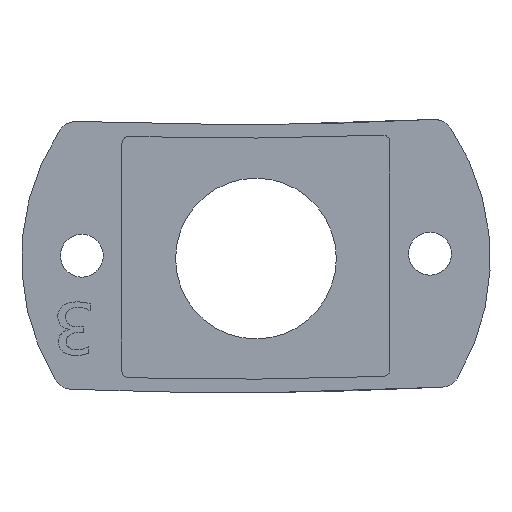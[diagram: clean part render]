
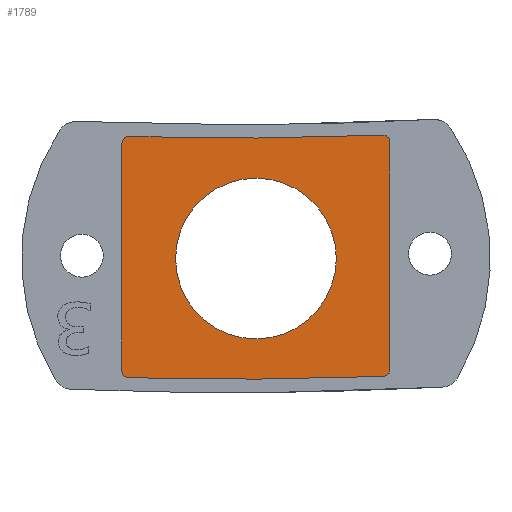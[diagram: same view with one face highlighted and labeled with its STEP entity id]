
A CAD part, front view. The second image highlights one B-rep face of the part: STEP entity #1789.
In plain terms, the highlighted planar face has unit normal (0, -1, 0).
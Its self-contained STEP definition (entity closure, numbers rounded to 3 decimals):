
#3 = DIRECTION ( 'NONE',  ( 0., 0., -1. ) ) ;
#55 = EDGE_CURVE ( 'NONE', #758, #761, #1126, .T. ) ;
#85 = AXIS2_PLACEMENT_3D ( 'NONE', #2388, #1681, #408 ) ;
#121 = CARTESIAN_POINT ( 'NONE',  ( -10., 0.5, 8.604 ) ) ;
#212 = CARTESIAN_POINT ( 'NONE',  ( 9.5, 0.5, -8.3 ) ) ;
#213 = VERTEX_POINT ( 'NONE', #1570 ) ;
#245 = CARTESIAN_POINT ( 'NONE',  ( 9.48, 0.5, 9.212 ) ) ;
#347 = VERTEX_POINT ( 'NONE', #2364 ) ;
#365 = FACE_BOUND ( 'NONE', #1148, .T. ) ;
#408 = DIRECTION ( 'NONE',  ( 0., 0., -1. ) ) ;
#411 = VECTOR ( 'NONE', #2511, 1000. ) ;
#452 = ORIENTED_EDGE ( 'NONE', *, *, #2619, .F. ) ;
#455 = EDGE_CURVE ( 'NONE', #1980, #213, #1075, .T. ) ;
#456 = EDGE_CURVE ( 'NONE', #2076, #837, #1825, .T. ) ;
#503 = LINE ( 'NONE', #1831, #1627 ) ;
#513 = AXIS2_PLACEMENT_3D ( 'NONE', #2420, #1942, #3 ) ;
#638 = ORIENTED_EDGE ( 'NONE', *, *, #2147, .T. ) ;
#682 = EDGE_CURVE ( 'NONE', #2781, #2076, #760, .T. ) ;
#684 = EDGE_LOOP ( 'NONE', ( #452, #2431, #2447, #2324, #1732, #2825, #909, #1271 ) ) ;
#739 = DIRECTION ( 'NONE',  ( 0., 0., -1. ) ) ;
#758 = VERTEX_POINT ( 'NONE', #2789 ) ;
#760 = B_SPLINE_CURVE_WITH_KNOTS ( 'NONE', 3,
 ( #2145, #795, #1870, #1215 ),
 .UNSPECIFIED., .F., .F.,
 ( 4, 4 ),
 ( 0.024, 0.976 ),
 .UNSPECIFIED. ) ;
#761 = VERTEX_POINT ( 'NONE', #121 ) ;
#790 = AXIS2_PLACEMENT_3D ( 'NONE', #2043, #2483, #1603 ) ;
#795 = CARTESIAN_POINT ( 'NONE',  ( -3.1, 0.5, -9.066 ) ) ;
#837 = VERTEX_POINT ( 'NONE', #2176 ) ;
#857 = CARTESIAN_POINT ( 'NONE',  ( 0., 0.5, 0. ) ) ;
#907 = CARTESIAN_POINT ( 'NONE',  ( 9.48, 0.5, 9.212 ) ) ;
#909 = ORIENTED_EDGE ( 'NONE', *, *, #2128, .T. ) ;
#916 = CARTESIAN_POINT ( 'NONE',  ( -10., 0.5, 0. ) ) ;
#971 = EDGE_CURVE ( 'NONE', #1802, #2219, #2532, .T. ) ;
#1023 = CIRCLE ( 'NONE', #513, 0.5 ) ;
#1066 = FACE_OUTER_BOUND ( 'NONE', #684, .T. ) ;
#1075 = CIRCLE ( 'NONE', #2623, 6. ) ;
#1104 = CARTESIAN_POINT ( 'NONE',  ( -9.486, 0.5, 9.104 ) ) ;
#1105 = DIRECTION ( 'NONE',  ( 0., -1., 0. ) ) ;
#1126 = CIRCLE ( 'NONE', #790, 0.5 ) ;
#1148 = EDGE_LOOP ( 'NONE', ( #638, #2697 ) ) ;
#1215 = CARTESIAN_POINT ( 'NONE',  ( 9.519, 0.5, -8.8 ) ) ;
#1259 = EDGE_CURVE ( 'NONE', #837, #1802, #503, .T. ) ;
#1271 = ORIENTED_EDGE ( 'NONE', *, *, #55, .T. ) ;
#1311 = CARTESIAN_POINT ( 'NONE',  ( 10., 0.5, 8.712 ) ) ;
#1352 = AXIS2_PLACEMENT_3D ( 'NONE', #857, #2426, #2000 ) ;
#1389 = DIRECTION ( 'NONE',  ( 0., 0., 1. ) ) ;
#1400 = CARTESIAN_POINT ( 'NONE',  ( 0., 0.5, 6. ) ) ;
#1447 = AXIS2_PLACEMENT_3D ( 'NONE', #212, #1105, #2002 ) ;
#1490 = CARTESIAN_POINT ( 'NONE',  ( 9.519, 0.5, -8.8 ) ) ;
#1507 = EDGE_CURVE ( 'NONE', #347, #2781, #1023, .T. ) ;
#1508 = CARTESIAN_POINT ( 'NONE',  ( 0., 0.5, 0. ) ) ;
#1550 = DIRECTION ( 'NONE',  ( 0., 1., 0. ) ) ;
#1570 = CARTESIAN_POINT ( 'NONE',  ( 0., 0.5, -6. ) ) ;
#1603 = DIRECTION ( 'NONE',  ( 0., 0., -1. ) ) ;
#1617 = LINE ( 'NONE', #916, #411 ) ;
#1627 = VECTOR ( 'NONE', #1389, 1000. ) ;
#1670 = DIRECTION ( 'NONE',  ( 0., -1., 0. ) ) ;
#1681 = DIRECTION ( 'NONE',  ( 0., -1., 0. ) ) ;
#1732 = ORIENTED_EDGE ( 'NONE', *, *, #1259, .T. ) ;
#1751 = CARTESIAN_POINT ( 'NONE',  ( -3.087, 0.5, 8.93 ) ) ;
#1789 = ADVANCED_FACE ( 'NONE', ( #365, #1066 ), #2839, .T. ) ;
#1802 = VERTEX_POINT ( 'NONE', #1311 ) ;
#1825 = CIRCLE ( 'NONE', #1447, 0.5 ) ;
#1831 = CARTESIAN_POINT ( 'NONE',  ( 10., 0.5, 0. ) ) ;
#1870 = CARTESIAN_POINT ( 'NONE',  ( 3.243, 0.5, -9.032 ) ) ;
#1942 = DIRECTION ( 'NONE',  ( 0., -1., 0. ) ) ;
#1980 = VERTEX_POINT ( 'NONE', #1400 ) ;
#2000 = DIRECTION ( 'NONE',  ( 0., 0., -1. ) ) ;
#2002 = DIRECTION ( 'NONE',  ( 0., 0., -1. ) ) ;
#2043 = CARTESIAN_POINT ( 'NONE',  ( -9.5, 0.5, 8.604 ) ) ;
#2066 = AXIS2_PLACEMENT_3D ( 'NONE', #2305, #1670, #739 ) ;
#2076 = VERTEX_POINT ( 'NONE', #1490 ) ;
#2128 = EDGE_CURVE ( 'NONE', #2219, #758, #2374, .T. ) ;
#2145 = CARTESIAN_POINT ( 'NONE',  ( -9.513, 0.5, -8.902 ) ) ;
#2147 = EDGE_CURVE ( 'NONE', #213, #1980, #2607, .T. ) ;
#2176 = CARTESIAN_POINT ( 'NONE',  ( 10., 0.5, -8.3 ) ) ;
#2219 = VERTEX_POINT ( 'NONE', #907 ) ;
#2305 = CARTESIAN_POINT ( 'NONE',  ( 9.5, 0.5, 8.712 ) ) ;
#2324 = ORIENTED_EDGE ( 'NONE', *, *, #456, .T. ) ;
#2364 = CARTESIAN_POINT ( 'NONE',  ( -10., 0.5, -8.402 ) ) ;
#2373 = CARTESIAN_POINT ( 'NONE',  ( -9.513, 0.5, -8.902 ) ) ;
#2374 = B_SPLINE_CURVE_WITH_KNOTS ( 'NONE', 3,
 ( #245, #2458, #1751, #1104 ),
 .UNSPECIFIED., .F., .F.,
 ( 4, 4 ),
 ( 0.026, 0.975 ),
 .UNSPECIFIED. ) ;
#2388 = CARTESIAN_POINT ( 'NONE',  ( 0., 0.5, 0. ) ) ;
#2420 = CARTESIAN_POINT ( 'NONE',  ( -9.5, 0.5, -8.402 ) ) ;
#2426 = DIRECTION ( 'NONE',  ( 0., 1., 0. ) ) ;
#2431 = ORIENTED_EDGE ( 'NONE', *, *, #1507, .T. ) ;
#2441 = DIRECTION ( 'NONE',  ( 0., 0., -1. ) ) ;
#2447 = ORIENTED_EDGE ( 'NONE', *, *, #682, .T. ) ;
#2458 = CARTESIAN_POINT ( 'NONE',  ( 3.235, 0.5, 8.966 ) ) ;
#2483 = DIRECTION ( 'NONE',  ( 0., -1., 0. ) ) ;
#2511 = DIRECTION ( 'NONE',  ( 0., 0., 1. ) ) ;
#2532 = CIRCLE ( 'NONE', #2066, 0.5 ) ;
#2607 = CIRCLE ( 'NONE', #1352, 6. ) ;
#2619 = EDGE_CURVE ( 'NONE', #347, #761, #1617, .T. ) ;
#2623 = AXIS2_PLACEMENT_3D ( 'NONE', #1508, #1550, #2441 ) ;
#2697 = ORIENTED_EDGE ( 'NONE', *, *, #455, .T. ) ;
#2781 = VERTEX_POINT ( 'NONE', #2373 ) ;
#2789 = CARTESIAN_POINT ( 'NONE',  ( -9.486, 0.5, 9.104 ) ) ;
#2825 = ORIENTED_EDGE ( 'NONE', *, *, #971, .T. ) ;
#2839 = PLANE ( 'NONE',  #85 ) ;
